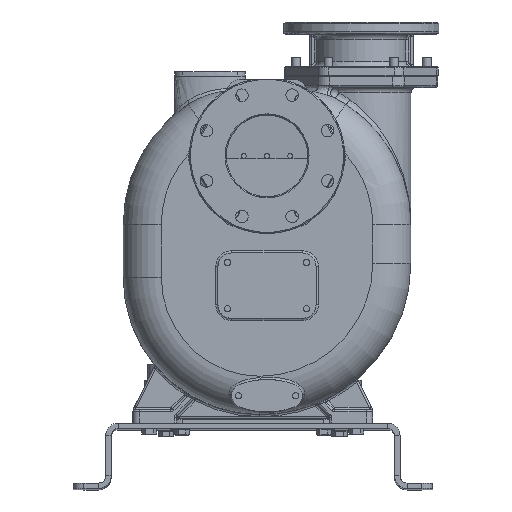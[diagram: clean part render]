
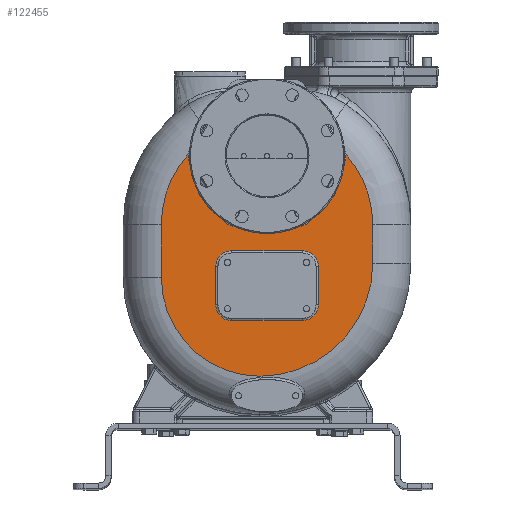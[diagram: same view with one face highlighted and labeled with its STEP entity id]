
A CAD part, top view. The second image highlights one B-rep face of the part: STEP entity #122455.
In plain terms, the highlighted planar face has unit normal (0, 0, 1).
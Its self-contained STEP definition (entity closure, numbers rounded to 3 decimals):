
#35003=DIRECTION('',(0.5,0.866,0.));
#35004=VECTOR('',#35003,115.47);
#35005=CARTESIAN_POINT('',(108.85,375.5,190.));
#35006=LINE('',#35005,#35004);
#35007=CARTESIAN_POINT('',(141.47,490.,190.));
#35008=DIRECTION('',(0.,0.,1.));
#35009=DIRECTION('',(0.866,-0.5,0.));
#35010=AXIS2_PLACEMENT_3D('',#35007,#35008,#35009);
#35012=CARTESIAN_POINT('',(26.,364.,190.));
#35013=DIRECTION('',(0.,0.,1.));
#35014=DIRECTION('',(1.,0.,0.));
#35015=AXIS2_PLACEMENT_3D('',#35012,#35013,#35014);
#35017=DIRECTION('',(0.,1.,0.));
#35018=VECTOR('',#35017,71.);
#35019=CARTESIAN_POINT('',(220.,293.,190.));
#35020=LINE('',#35019,#35018);
#35021=CARTESIAN_POINT('',(13.,293.,190.));
#35022=DIRECTION('',(0.,0.,1.));
#35023=DIRECTION('',(0.,-1.,0.));
#35024=AXIS2_PLACEMENT_3D('',#35021,#35022,#35023);
#35026=CARTESIAN_POINT('',(13.,267.,190.));
#35027=DIRECTION('',(0.,0.,1.));
#35028=DIRECTION('',(-1.,0.,0.));
#35029=AXIS2_PLACEMENT_3D('',#35026,#35027,#35028);
#35031=DIRECTION('',(0.,-1.,0.));
#35032=VECTOR('',#35031,97.);
#35033=CARTESIAN_POINT('',(-168.,364.,190.));
#35034=LINE('',#35033,#35032);
#35035=CARTESIAN_POINT('',(26.,364.,190.));
#35036=DIRECTION('',(0.,0.,1.));
#35037=DIRECTION('',(-0.743,0.669,0.));
#35038=AXIS2_PLACEMENT_3D('',#35035,#35036,#35037);
#35040=CARTESIAN_POINT('',(-89.47,490.,190.));
#35041=DIRECTION('',(0.,0.,1.));
#35042=DIRECTION('',(-0.992,0.129,0.));
#35043=AXIS2_PLACEMENT_3D('',#35040,#35041,#35042);
#35045=DIRECTION('',(0.5,-0.866,0.));
#35046=VECTOR('',#35045,115.47);
#35047=CARTESIAN_POINT('',(-114.585,475.5,190.));
#35048=LINE('',#35047,#35046);
#35049=CARTESIAN_POINT('',(-31.735,390.,190.));
#35050=DIRECTION('',(0.,0.,1.));
#35051=DIRECTION('',(-0.866,-0.5,0.));
#35052=AXIS2_PLACEMENT_3D('',#35049,#35050,#35051);
#35054=DIRECTION('',(1.,0.,0.));
#35055=VECTOR('',#35054,115.47);
#35056=CARTESIAN_POINT('',(-31.735,361.,190.));
#35057=LINE('',#35056,#35055);
#35058=CARTESIAN_POINT('',(83.735,390.,190.));
#35059=DIRECTION('',(0.,0.,1.));
#35060=DIRECTION('',(0.,-1.,0.));
#35061=AXIS2_PLACEMENT_3D('',#35058,#35059,#35060);
#35063=CARTESIAN_POINT('',(-39.,217.,190.));
#35064=DIRECTION('',(0.,0.,1.));
#35065=DIRECTION('',(-1.,0.,0.));
#35066=AXIS2_PLACEMENT_3D('',#35063,#35064,#35065);
#35068=DIRECTION('',(1.,0.,0.));
#35069=VECTOR('',#35068,130.);
#35070=CARTESIAN_POINT('',(-39.,188.,190.));
#35071=LINE('',#35070,#35069);
#35072=CARTESIAN_POINT('',(91.,217.,190.));
#35073=DIRECTION('',(0.,0.,1.));
#35074=DIRECTION('',(0.,-1.,0.));
#35075=AXIS2_PLACEMENT_3D('',#35072,#35073,#35074);
#35077=DIRECTION('',(0.,1.,0.));
#35078=VECTOR('',#35077,70.);
#35079=CARTESIAN_POINT('',(120.,217.,190.));
#35080=LINE('',#35079,#35078);
#35081=CARTESIAN_POINT('',(91.,287.,190.));
#35082=DIRECTION('',(0.,0.,1.));
#35083=DIRECTION('',(1.,0.,0.));
#35084=AXIS2_PLACEMENT_3D('',#35081,#35082,#35083);
#35086=DIRECTION('',(-1.,0.,0.));
#35087=VECTOR('',#35086,130.);
#35088=CARTESIAN_POINT('',(91.,316.,190.));
#35089=LINE('',#35088,#35087);
#35090=CARTESIAN_POINT('',(-39.,287.,190.));
#35091=DIRECTION('',(0.,0.,1.));
#35092=DIRECTION('',(0.,1.,0.));
#35093=AXIS2_PLACEMENT_3D('',#35090,#35091,#35092);
#35095=DIRECTION('',(0.,-1.,0.));
#35096=VECTOR('',#35095,70.);
#35097=CARTESIAN_POINT('',(-68.,287.,190.));
#35098=LINE('',#35097,#35096);
#35151=CARTESIAN_POINT('',(-118.227,493.748,190.));
#48511=CARTESIAN_POINT('',(170.227,493.748,190.));
#77897=CARTESIAN_POINT('',(220.,293.,190.));
#77898=CARTESIAN_POINT('',(220.,364.,190.));
#77899=VERTEX_POINT('',#77897);
#77900=VERTEX_POINT('',#77898);
#77901=CARTESIAN_POINT('',(13.,86.,190.));
#77902=VERTEX_POINT('',#77901);
#77905=CARTESIAN_POINT('',(-168.,267.,190.));
#77906=VERTEX_POINT('',#77905);
#77907=CARTESIAN_POINT('',(-168.,364.,190.));
#77908=VERTEX_POINT('',#77907);
#77917=CARTESIAN_POINT('',(-68.,217.,190.));
#77918=CARTESIAN_POINT('',(-39.,188.,190.));
#77919=VERTEX_POINT('',#77917);
#77920=VERTEX_POINT('',#77918);
#77925=CARTESIAN_POINT('',(91.,188.,190.));
#77926=VERTEX_POINT('',#77925);
#77929=CARTESIAN_POINT('',(120.,217.,190.));
#77930=VERTEX_POINT('',#77929);
#77933=CARTESIAN_POINT('',(120.,287.,190.));
#77934=VERTEX_POINT('',#77933);
#77937=CARTESIAN_POINT('',(91.,316.,190.));
#77938=VERTEX_POINT('',#77937);
#77941=CARTESIAN_POINT('',(-39.,316.,190.));
#77942=VERTEX_POINT('',#77941);
#77945=CARTESIAN_POINT('',(-68.,287.,190.));
#77946=VERTEX_POINT('',#77945);
#78277=VERTEX_POINT('',#48511);
#78279=CARTESIAN_POINT('',(108.85,375.5,190.));
#78280=CARTESIAN_POINT('',(166.585,475.5,190.));
#78281=VERTEX_POINT('',#78279);
#78282=VERTEX_POINT('',#78280);
#78287=CARTESIAN_POINT('',(83.735,361.,190.));
#78288=VERTEX_POINT('',#78287);
#78291=CARTESIAN_POINT('',(-31.735,361.,190.));
#78292=VERTEX_POINT('',#78291);
#78295=CARTESIAN_POINT('',(-56.85,375.5,190.));
#78296=VERTEX_POINT('',#78295);
#78299=CARTESIAN_POINT('',(-114.585,475.5,190.));
#78300=VERTEX_POINT('',#78299);
#78304=VERTEX_POINT('',#35151);
#122407=CARTESIAN_POINT('',(0.,280.,190.));
#122408=DIRECTION('',(0.,0.,1.));
#122409=DIRECTION('',(-1.,0.,0.));
#122410=AXIS2_PLACEMENT_3D('',#122407,#122408,#122409);
#122411=PLANE('',#122410);
#122413=ORIENTED_EDGE('',*,*,#122412,.T.);
#122415=ORIENTED_EDGE('',*,*,#122414,.T.);
#122417=ORIENTED_EDGE('',*,*,#122416,.F.);
#122419=ORIENTED_EDGE('',*,*,#122418,.F.);
#122420=ORIENTED_EDGE('',*,*,#121773,.F.);
#122421=ORIENTED_EDGE('',*,*,#122061,.F.);
#122422=ORIENTED_EDGE('',*,*,#122397,.F.);
#122424=ORIENTED_EDGE('',*,*,#122423,.F.);
#122426=ORIENTED_EDGE('',*,*,#122425,.T.);
#122428=ORIENTED_EDGE('',*,*,#122427,.T.);
#122430=ORIENTED_EDGE('',*,*,#122429,.T.);
#122432=ORIENTED_EDGE('',*,*,#122431,.T.);
#122434=ORIENTED_EDGE('',*,*,#122433,.T.);
#122435=EDGE_LOOP('',(#122413,#122415,#122417,#122419,#122420,#122421,#122422,
#122424,#122426,#122428,#122430,#122432,#122434));
#122436=FACE_OUTER_BOUND('',#122435,.F.);
#122438=ORIENTED_EDGE('',*,*,#122437,.T.);
#122440=ORIENTED_EDGE('',*,*,#122439,.T.);
#122442=ORIENTED_EDGE('',*,*,#122441,.T.);
#122444=ORIENTED_EDGE('',*,*,#122443,.T.);
#122446=ORIENTED_EDGE('',*,*,#122445,.T.);
#122448=ORIENTED_EDGE('',*,*,#122447,.T.);
#122450=ORIENTED_EDGE('',*,*,#122449,.T.);
#122452=ORIENTED_EDGE('',*,*,#122451,.T.);
#122453=EDGE_LOOP('',(#122438,#122440,#122442,#122444,#122446,#122448,#122450,
#122452));
#122454=FACE_BOUND('',#122453,.F.);
#122455=ADVANCED_FACE('',(#122436,#122454),#122411,.T.);
#35011=CIRCLE('',#35010,29.);
#35016=CIRCLE('',#35015,194.);
#35025=CIRCLE('',#35024,207.);
#35030=CIRCLE('',#35029,181.);
#35039=CIRCLE('',#35038,194.);
#35044=CIRCLE('',#35043,29.);
#35053=CIRCLE('',#35052,29.);
#35062=CIRCLE('',#35061,29.);
#35067=CIRCLE('',#35066,29.);
#35076=CIRCLE('',#35075,29.);
#35085=CIRCLE('',#35084,29.);
#35094=CIRCLE('',#35093,29.);
#121773=EDGE_CURVE('',#77902,#77899,#35025,.T.);
#122061=EDGE_CURVE('',#77906,#77902,#35030,.T.);
#122397=EDGE_CURVE('',#77908,#77906,#35034,.T.);
#122412=EDGE_CURVE('',#78281,#78282,#35006,.T.);
#122414=EDGE_CURVE('',#78282,#78277,#35011,.T.);
#122416=EDGE_CURVE('',#77900,#78277,#35016,.T.);
#122418=EDGE_CURVE('',#77899,#77900,#35020,.T.);
#122423=EDGE_CURVE('',#78304,#77908,#35039,.T.);
#122425=EDGE_CURVE('',#78304,#78300,#35044,.T.);
#122427=EDGE_CURVE('',#78300,#78296,#35048,.T.);
#122429=EDGE_CURVE('',#78296,#78292,#35053,.T.);
#122431=EDGE_CURVE('',#78292,#78288,#35057,.T.);
#122433=EDGE_CURVE('',#78288,#78281,#35062,.T.);
#122437=EDGE_CURVE('',#77919,#77920,#35067,.T.);
#122439=EDGE_CURVE('',#77920,#77926,#35071,.T.);
#122441=EDGE_CURVE('',#77926,#77930,#35076,.T.);
#122443=EDGE_CURVE('',#77930,#77934,#35080,.T.);
#122445=EDGE_CURVE('',#77934,#77938,#35085,.T.);
#122447=EDGE_CURVE('',#77938,#77942,#35089,.T.);
#122449=EDGE_CURVE('',#77942,#77946,#35094,.T.);
#122451=EDGE_CURVE('',#77946,#77919,#35098,.T.);
